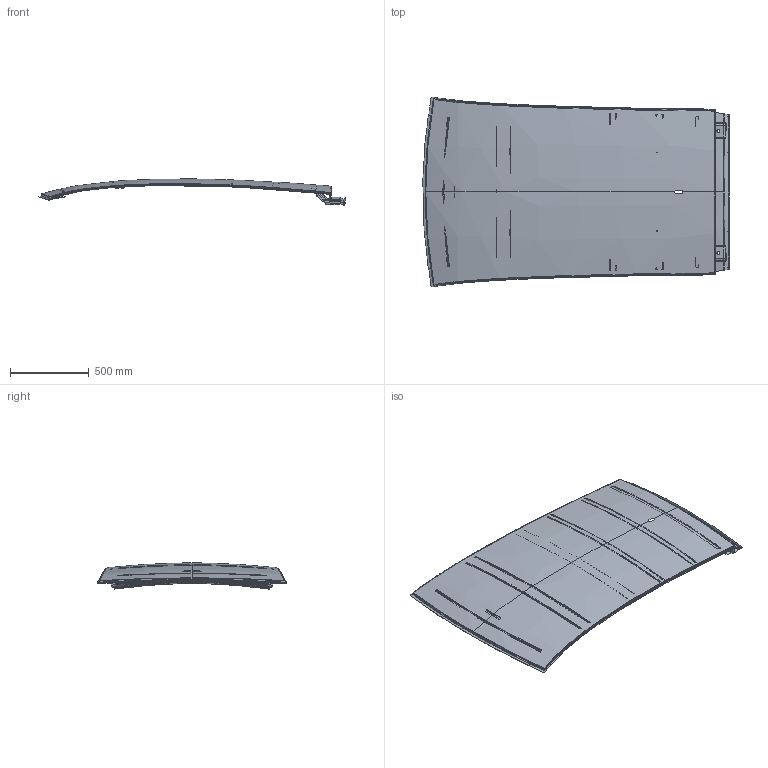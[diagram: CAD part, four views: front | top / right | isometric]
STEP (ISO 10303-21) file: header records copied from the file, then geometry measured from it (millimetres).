
FILE_DESCRIPTION(('FreeCAD Model'),'2;1');
FILE_NAME('Open CASCADE Shape Model','2025-05-04T09:41:38',('FreeCAD'),( 'FreeCAD'),'Open CASCADE STEP processor 7.6','FreeCAD','Unknown');
FILE_SCHEMA(('AUTOMOTIVE_DESIGN { 1 0 10303 214 1 1 1 1 }'));
Products named in the file (1): Open CASCADE STEP translator 7.6 1
Bounding box: 1950.62 x 1207.43 x 167.16 mm (x, y, z)
Surface area: 3081532.8 mm2 (no closed solid volume)
Topology: 0 solids, 10 shells, 1038 faces, 2795 edges, 1824 vertices
Faces by surface type: bspline 1038
Entity records: 114674 total; most frequent: CARTESIAN_POINT 98887, ORIENTED_EDGE 4757, EDGE_CURVE 2566, B_SPLINE_CURVE_WITH_KNOTS 2533, VERTEX_POINT 1548, FACE_BOUND 1076, EDGE_LOOP 1076, ADVANCED_FACE 1038
